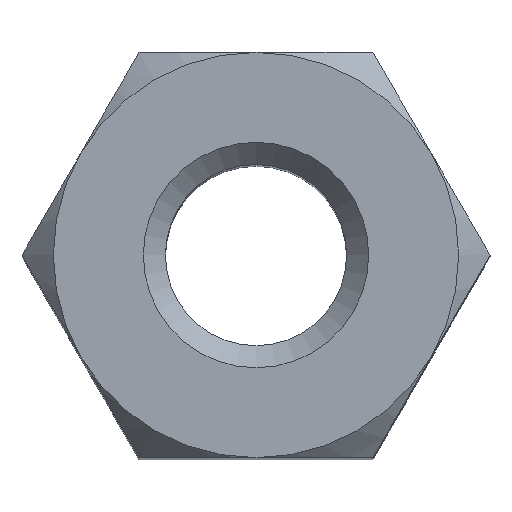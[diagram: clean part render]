
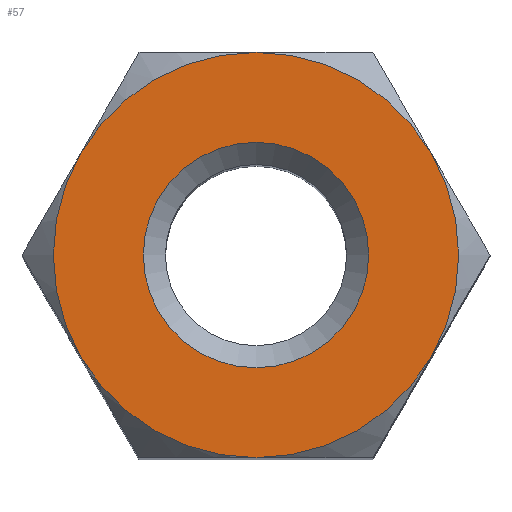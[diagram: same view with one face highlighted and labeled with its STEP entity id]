
A CAD part, top view. The second image highlights one B-rep face of the part: STEP entity #57.
In plain terms, the highlighted planar face has unit normal (0, 0, 1).
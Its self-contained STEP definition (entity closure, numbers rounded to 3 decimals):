
#57 = ADVANCED_FACE( '', ( #126, #127 ), #128, .T. );
#126 = FACE_BOUND( '', #207, .T. );
#127 = FACE_OUTER_BOUND( '', #208, .T. );
#128 = PLANE( '', #209 );
#207 = EDGE_LOOP( '', ( #303 ) );
#208 = EDGE_LOOP( '', ( #304, #305, #306, #307, #308, #309 ) );
#209 = AXIS2_PLACEMENT_3D( '', #310, #311, #312 );
#303 = ORIENTED_EDGE( '', *, *, #451, .T. );
#304 = ORIENTED_EDGE( '', *, *, #471, .F. );
#305 = ORIENTED_EDGE( '', *, *, #462, .F. );
#306 = ORIENTED_EDGE( '', *, *, #472, .F. );
#307 = ORIENTED_EDGE( '', *, *, #457, .T. );
#308 = ORIENTED_EDGE( '', *, *, #473, .F. );
#309 = ORIENTED_EDGE( '', *, *, #454, .F. );
#310 = CARTESIAN_POINT( '', ( 0., 0., 7.5 ) );
#311 = DIRECTION( '', ( 0., 0., 1. ) );
#312 = DIRECTION( '', ( 1., 0., 0. ) );
#451 = EDGE_CURVE( '', #521, #521, #522, .T. );
#454 = EDGE_CURVE( '', #524, #527, #528, .F. );
#457 = EDGE_CURVE( '', #531, #532, #533, .T. );
#462 = EDGE_CURVE( '', #538, #541, #542, .F. );
#471 = EDGE_CURVE( '', #541, #524, #555, .F. );
#472 = EDGE_CURVE( '', #531, #538, #556, .F. );
#473 = EDGE_CURVE( '', #527, #532, #557, .F. );
#521 = VERTEX_POINT( '', #618 );
#522 = CIRCLE( '', #619, 1.53 );
#524 = VERTEX_POINT( '', #621 );
#527 = VERTEX_POINT( '', #631 );
#528 = CIRCLE( '', #632, 2.75 );
#531 = VERTEX_POINT( '', #642 );
#532 = VERTEX_POINT( '', #643 );
#533 = CIRCLE( '', #644, 2.75 );
#538 = VERTEX_POINT( '', #661 );
#541 = VERTEX_POINT( '', #669 );
#542 = CIRCLE( '', #670, 2.75 );
#555 = CIRCLE( '', #709, 2.75 );
#556 = CIRCLE( '', #710, 2.75 );
#557 = CIRCLE( '', #711, 2.75 );
#618 = CARTESIAN_POINT( '', ( 0., 1.53, 7.5 ) );
#619 = AXIS2_PLACEMENT_3D( '', #873, #874, #875 );
#621 = CARTESIAN_POINT( '', ( 0., -2.75, 7.5 ) );
#631 = CARTESIAN_POINT( '', ( -2.382, -1.375, 7.5 ) );
#632 = AXIS2_PLACEMENT_3D( '', #876, #877, #878 );
#642 = CARTESIAN_POINT( '', ( 0., 2.75, 7.5 ) );
#643 = CARTESIAN_POINT( '', ( -2.382, 1.375, 7.5 ) );
#644 = AXIS2_PLACEMENT_3D( '', #879, #880, #881 );
#661 = CARTESIAN_POINT( '', ( 2.382, 1.375, 7.5 ) );
#669 = CARTESIAN_POINT( '', ( 2.382, -1.375, 7.5 ) );
#670 = AXIS2_PLACEMENT_3D( '', #882, #883, #884 );
#709 = AXIS2_PLACEMENT_3D( '', #887, #888, #889 );
#710 = AXIS2_PLACEMENT_3D( '', #890, #891, #892 );
#711 = AXIS2_PLACEMENT_3D( '', #893, #894, #895 );
#873 = CARTESIAN_POINT( '', ( 0., 0., 7.5 ) );
#874 = DIRECTION( '', ( 0., 0., -1. ) );
#875 = DIRECTION( '', ( 0., 1., 0. ) );
#876 = CARTESIAN_POINT( '', ( 0., 0., 7.5 ) );
#877 = DIRECTION( '', ( 0., 0., 1. ) );
#878 = DIRECTION( '', ( 1., 0., 0. ) );
#879 = CARTESIAN_POINT( '', ( 0., 0., 7.5 ) );
#880 = DIRECTION( '', ( 0., 0., 1. ) );
#881 = DIRECTION( '', ( 1., 0., 0. ) );
#882 = CARTESIAN_POINT( '', ( 0., 0., 7.5 ) );
#883 = DIRECTION( '', ( 0., 0., 1. ) );
#884 = DIRECTION( '', ( 1., 0., 0. ) );
#887 = CARTESIAN_POINT( '', ( 0., 0., 7.5 ) );
#888 = DIRECTION( '', ( 0., 0., 1. ) );
#889 = DIRECTION( '', ( 1., 0., 0. ) );
#890 = CARTESIAN_POINT( '', ( 0., 0., 7.5 ) );
#891 = DIRECTION( '', ( 0., 0., 1. ) );
#892 = DIRECTION( '', ( 1., 0., 0. ) );
#893 = CARTESIAN_POINT( '', ( 0., 0., 7.5 ) );
#894 = DIRECTION( '', ( 0., 0., 1. ) );
#895 = DIRECTION( '', ( 1., 0., 0. ) );
